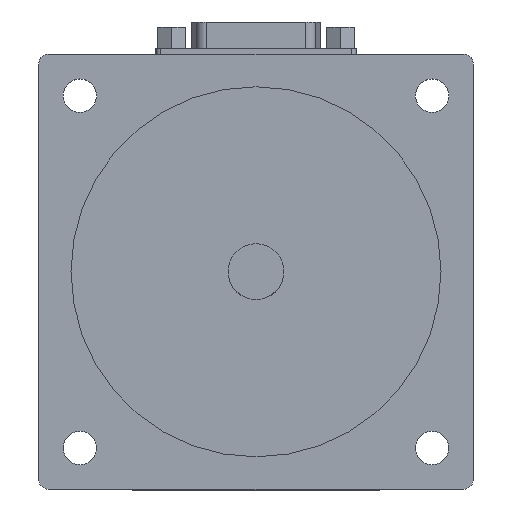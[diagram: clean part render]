
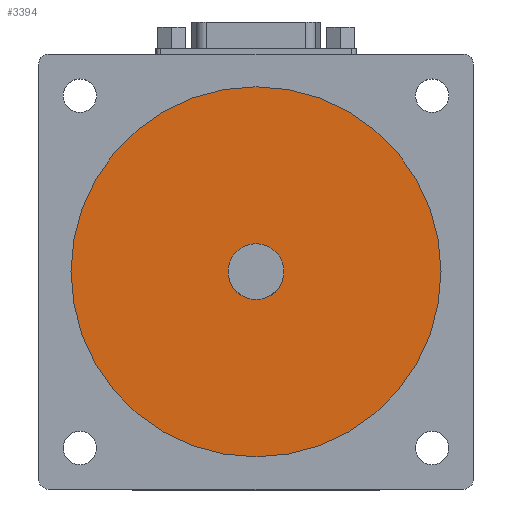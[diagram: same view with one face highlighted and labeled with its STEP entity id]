
A CAD part, top view. The second image highlights one B-rep face of the part: STEP entity #3394.
In plain terms, the highlighted planar face has unit normal (0, 0, 1).
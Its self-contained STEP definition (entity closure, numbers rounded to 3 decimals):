
#144=CIRCLE('',#3606,36.5);
#146=CIRCLE('',#3609,5.5);
#344=ORIENTED_EDGE('',*,*,#1003,.F.);
#345=ORIENTED_EDGE('',*,*,#1001,.T.);
#1001=EDGE_CURVE('',#1329,#1329,#144,.T.);
#1003=EDGE_CURVE('',#1331,#1331,#146,.T.);
#1329=VERTEX_POINT('',#4838);
#1331=VERTEX_POINT('',#4843);
#1852=EDGE_LOOP('',(#344));
#1853=EDGE_LOOP('',(#345));
#2058=FACE_BOUND('',#1852,.T.);
#2059=FACE_BOUND('',#1853,.T.);
#2254=PLANE('',#3608);
#3394=ADVANCED_FACE('',(#2058,#2059),#2254,.F.);
#3606=AXIS2_PLACEMENT_3D('',#4837,#4021,#4022);
#3608=AXIS2_PLACEMENT_3D('',#4841,#4025,#4026);
#3609=AXIS2_PLACEMENT_3D('',#4842,#4027,#4028);
#4021=DIRECTION('',(0.,0.,1.));
#4022=DIRECTION('',(1.,0.,0.));
#4025=DIRECTION('',(0.,0.,-1.));
#4026=DIRECTION('',(-1.,0.,0.));
#4027=DIRECTION('',(0.,0.,1.));
#4028=DIRECTION('',(1.,0.,0.));
#4837=CARTESIAN_POINT('',(0.,0.,2.));
#4838=CARTESIAN_POINT('',(36.5,0.,2.));
#4841=CARTESIAN_POINT('',(36.5,0.,2.));
#4842=CARTESIAN_POINT('',(0.,0.,2.));
#4843=CARTESIAN_POINT('',(5.5,0.,2.));
